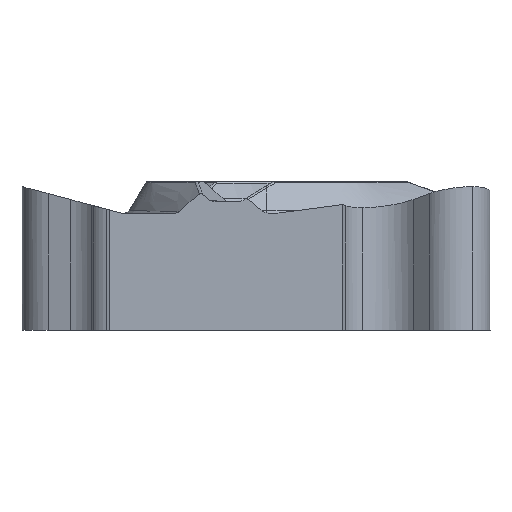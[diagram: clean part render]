
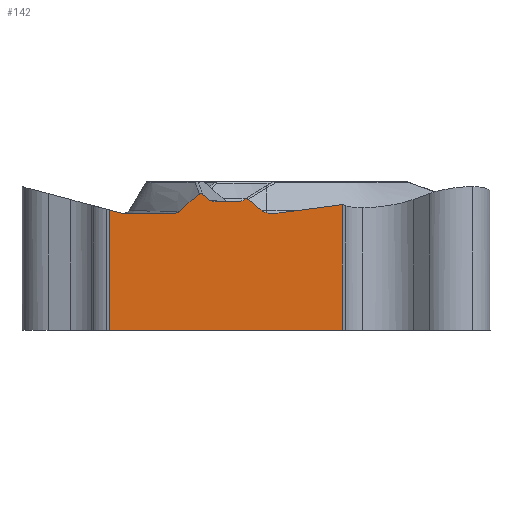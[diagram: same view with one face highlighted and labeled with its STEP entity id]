
A CAD part, left-side view. The second image highlights one B-rep face of the part: STEP entity #142.
In plain terms, the highlighted planar face has unit normal (-1, 0, 0).
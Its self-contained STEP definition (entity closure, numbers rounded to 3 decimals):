
#142=ADVANCED_FACE('',(#326),#282,.F.);
#282=PLANE('',#2408);
#326=FACE_OUTER_BOUND('',#461,.T.);
#461=EDGE_LOOP('',(#752,#753,#754,#755,#756,#757,#758,#759,#760,#761,#762,
#763,#764,#765,#766,#767,#768,#769,#770,#771,#772));
#606=CIRCLE('',#2407,0.5);
#695=ELLIPSE('',#2402,1.,0.5);
#696=ELLIPSE('',#2403,0.41,0.205);
#697=ELLIPSE('',#2404,0.154,0.1);
#698=ELLIPSE('',#2405,0.309,0.3);
#699=ELLIPSE('',#2406,0.309,0.3);
#752=ORIENTED_EDGE('',*,*,#1664,.F.);
#753=ORIENTED_EDGE('',*,*,#1665,.T.);
#754=ORIENTED_EDGE('',*,*,#1666,.F.);
#755=ORIENTED_EDGE('',*,*,#1667,.T.);
#756=ORIENTED_EDGE('',*,*,#1668,.T.);
#757=ORIENTED_EDGE('',*,*,#1669,.T.);
#758=ORIENTED_EDGE('',*,*,#1670,.T.);
#759=ORIENTED_EDGE('',*,*,#1671,.T.);
#760=ORIENTED_EDGE('',*,*,#1672,.F.);
#761=ORIENTED_EDGE('',*,*,#1673,.F.);
#762=ORIENTED_EDGE('',*,*,#1674,.T.);
#763=ORIENTED_EDGE('',*,*,#1675,.T.);
#764=ORIENTED_EDGE('',*,*,#1676,.T.);
#765=ORIENTED_EDGE('',*,*,#1677,.T.);
#766=ORIENTED_EDGE('',*,*,#1678,.T.);
#767=ORIENTED_EDGE('',*,*,#1679,.F.);
#768=ORIENTED_EDGE('',*,*,#1680,.T.);
#769=ORIENTED_EDGE('',*,*,#1681,.T.);
#770=ORIENTED_EDGE('',*,*,#1682,.T.);
#771=ORIENTED_EDGE('',*,*,#1683,.T.);
#772=ORIENTED_EDGE('',*,*,#1684,.T.);
#1450=VERTEX_POINT('',#3755);
#1451=VERTEX_POINT('',#3756);
#1452=VERTEX_POINT('',#3758);
#1453=VERTEX_POINT('',#3760);
#1454=VERTEX_POINT('',#3762);
#1455=VERTEX_POINT('',#3764);
#1456=VERTEX_POINT('',#3766);
#1457=VERTEX_POINT('',#3771);
#1458=VERTEX_POINT('',#3773);
#1459=VERTEX_POINT('',#3775);
#1460=VERTEX_POINT('',#3777);
#1461=VERTEX_POINT('',#3779);
#1462=VERTEX_POINT('',#3781);
#1463=VERTEX_POINT('',#3783);
#1464=VERTEX_POINT('',#3785);
#1465=VERTEX_POINT('',#3787);
#1466=VERTEX_POINT('',#3801);
#1467=VERTEX_POINT('',#3809);
#1468=VERTEX_POINT('',#3820);
#1469=VERTEX_POINT('',#3822);
#1470=VERTEX_POINT('',#3824);
#1664=EDGE_CURVE('',#1450,#1451,#2003,.T.);
#1665=EDGE_CURVE('',#1450,#1452,#2004,.T.);
#1666=EDGE_CURVE('',#1453,#1452,#2005,.T.);
#1667=EDGE_CURVE('',#1453,#1454,#2006,.T.);
#1668=EDGE_CURVE('',#1454,#1455,#695,.T.);
#1669=EDGE_CURVE('',#1455,#1456,#2007,.T.);
#1670=EDGE_CURVE('',#1456,#1457,#2304,.T.);
#1671=EDGE_CURVE('',#1457,#1458,#696,.T.);
#1672=EDGE_CURVE('',#1459,#1458,#2008,.T.);
#1673=EDGE_CURVE('',#1460,#1459,#697,.T.);
#1674=EDGE_CURVE('',#1460,#1461,#2009,.T.);
#1675=EDGE_CURVE('',#1461,#1462,#698,.T.);
#1676=EDGE_CURVE('',#1462,#1463,#2010,.T.);
#1677=EDGE_CURVE('',#1463,#1464,#699,.T.);
#1678=EDGE_CURVE('',#1464,#1465,#2011,.T.);
#1679=EDGE_CURVE('',#1466,#1465,#2305,.T.);
#1680=EDGE_CURVE('',#1466,#1467,#2306,.T.);
#1681=EDGE_CURVE('',#1467,#1468,#2307,.T.);
#1682=EDGE_CURVE('',#1468,#1469,#2012,.T.);
#1683=EDGE_CURVE('',#1469,#1470,#606,.T.);
#1684=EDGE_CURVE('',#1470,#1451,#2013,.T.);
#2003=LINE('',#3754,#2153);
#2004=LINE('',#3757,#2154);
#2005=LINE('',#3759,#2155);
#2006=LINE('',#3761,#2156);
#2007=LINE('',#3765,#2157);
#2008=LINE('',#3774,#2158);
#2009=LINE('',#3778,#2159);
#2010=LINE('',#3782,#2160);
#2011=LINE('',#3786,#2161);
#2012=LINE('',#3821,#2162);
#2013=LINE('',#3825,#2163);
#2153=VECTOR('',#2659,1.);
#2154=VECTOR('',#2660,1.);
#2155=VECTOR('',#2661,1.);
#2156=VECTOR('',#2662,1.);
#2157=VECTOR('',#2665,1.);
#2158=VECTOR('',#2668,1.);
#2159=VECTOR('',#2671,1.);
#2160=VECTOR('',#2674,1.);
#2161=VECTOR('',#2677,1.);
#2162=VECTOR('',#2678,1.);
#2163=VECTOR('',#2681,1.);
#2304=B_SPLINE_CURVE_WITH_KNOTS('',3,(#3767,#3768,#3769,#3770),
 .UNSPECIFIED.,.F.,.F.,(4,4),(0.,1.),.UNSPECIFIED.);
#2305=B_SPLINE_CURVE_WITH_KNOTS('',3,(#3788,#3789,#3790,#3791,#3792,#3793,
#3794,#3795,#3796,#3797,#3798,#3799,#3800),.UNSPECIFIED.,.F.,.F.,(4,3,3,
3,4),(0.,0.251,0.502,0.753,1.),
 .UNSPECIFIED.);
#2306=B_SPLINE_CURVE_WITH_KNOTS('',3,(#3802,#3803,#3804,#3805,#3806,#3807,
#3808),.UNSPECIFIED.,.F.,.F.,(4,3,4),(0.,0.416,1.),
 .UNSPECIFIED.);
#2307=B_SPLINE_CURVE_WITH_KNOTS('',3,(#3810,#3811,#3812,#3813,#3814,#3815,
#3816,#3817,#3818,#3819),.UNSPECIFIED.,.F.,.F.,(4,3,3,4),(0.,0.469,
0.885,1.),.UNSPECIFIED.);
#2402=AXIS2_PLACEMENT_3D('',#3763,#2663,#2664);
#2403=AXIS2_PLACEMENT_3D('',#3772,#2666,#2667);
#2404=AXIS2_PLACEMENT_3D('',#3776,#2669,#2670);
#2405=AXIS2_PLACEMENT_3D('',#3780,#2672,#2673);
#2406=AXIS2_PLACEMENT_3D('',#3784,#2675,#2676);
#2407=AXIS2_PLACEMENT_3D('',#3823,#2679,#2680);
#2408=AXIS2_PLACEMENT_3D('',#3826,#2682,#2683);
#2659=DIRECTION('',(0.,0.,1.));
#2660=DIRECTION('',(0.,-1.,0.));
#2661=DIRECTION('',(0.,0.,-1.));
#2662=DIRECTION('',(0.,0.991,-0.133));
#2663=DIRECTION('',(1.,0.,0.));
#2664=DIRECTION('',(0.,1.,0.));
#2665=DIRECTION('',(0.,1.,0.));
#2666=DIRECTION('',(1.,0.,0.));
#2667=DIRECTION('',(0.,-1.,0.));
#2668=DIRECTION('',(0.,-0.772,-0.636));
#2669=DIRECTION('',(1.,0.,0.));
#2670=DIRECTION('',(0.,-0.854,0.521));
#2671=DIRECTION('',(0.,0.775,-0.631));
#2672=DIRECTION('',(1.,0.,0.));
#2673=DIRECTION('',(0.,-1.,0.));
#2674=DIRECTION('',(0.,1.,0.));
#2675=DIRECTION('',(1.,0.,0.));
#2676=DIRECTION('',(0.,-1.,0.));
#2677=DIRECTION('',(0.,0.775,0.631));
#2678=DIRECTION('',(0.,1.,0.));
#2679=DIRECTION('',(1.,0.,0.));
#2680=DIRECTION('',(0.,0.,-1.));
#2681=DIRECTION('',(0.,0.966,0.259));
#2682=DIRECTION('',(1.,0.,0.));
#2683=DIRECTION('',(0.,0.,-1.));
#3754=CARTESIAN_POINT('',(-6.35,6.174,25.));
#3755=CARTESIAN_POINT('',(-6.35,6.174,-5.56));
#3756=CARTESIAN_POINT('',(-6.35,6.174,-0.838));
#3757=CARTESIAN_POINT('',(-6.35,8.6,-5.56));
#3758=CARTESIAN_POINT('',(-6.35,-2.948,-5.56));
#3759=CARTESIAN_POINT('',(-6.35,-2.948,25.));
#3760=CARTESIAN_POINT('',(-6.35,-2.948,-0.623));
#3761=CARTESIAN_POINT('',(-6.35,-3.424,-0.56));
#3762=CARTESIAN_POINT('',(-6.35,-0.551,-0.945));
#3763=CARTESIAN_POINT('',(-6.35,-0.292,-0.462));
#3764=CARTESIAN_POINT('',(-6.35,-0.292,-0.962));
#3765=CARTESIAN_POINT('',(-6.35,0.,-0.962));
#3766=CARTESIAN_POINT('',(-6.35,-0.158,-0.962));
#3767=CARTESIAN_POINT('',(-6.35,-0.158,-0.962));
#3768=CARTESIAN_POINT('',(-6.35,-0.105,-0.962));
#3769=CARTESIAN_POINT('',(-6.35,-0.052,-0.957));
#3770=CARTESIAN_POINT('',(-6.35,0.,-0.946));
#3771=CARTESIAN_POINT('',(-6.35,0.,-0.946));
#3772=CARTESIAN_POINT('',(-6.35,-0.158,-0.757));
#3773=CARTESIAN_POINT('',(-6.35,0.192,-0.863));
#3774=CARTESIAN_POINT('',(-6.35,17.892,13.73));
#3775=CARTESIAN_POINT('',(-6.35,0.734,-0.416));
#3776=CARTESIAN_POINT('',(-6.35,0.851,-0.513));
#3777=CARTESIAN_POINT('',(-6.35,0.929,-0.446));
#3778=CARTESIAN_POINT('',(-6.35,-6.917,5.942));
#3779=CARTESIAN_POINT('',(-6.35,0.934,-0.45));
#3780=CARTESIAN_POINT('',(-6.35,1.132,-0.22));
#3781=CARTESIAN_POINT('',(-6.35,1.132,-0.52));
#3782=CARTESIAN_POINT('',(-6.35,8.6,-0.52));
#3783=CARTESIAN_POINT('',(-6.35,2.034,-0.52));
#3784=CARTESIAN_POINT('',(-6.35,2.034,-0.22));
#3785=CARTESIAN_POINT('',(-6.35,2.233,-0.45));
#3786=CARTESIAN_POINT('',(-6.35,18.522,12.813));
#3787=CARTESIAN_POINT('',(-6.35,2.519,-0.217));
#3788=CARTESIAN_POINT('',(-6.35,2.639,-0.212));
#3789=CARTESIAN_POINT('',(-6.35,2.631,-0.206));
#3790=CARTESIAN_POINT('',(-6.35,2.621,-0.201));
#3791=CARTESIAN_POINT('',(-6.35,2.61,-0.198));
#3792=CARTESIAN_POINT('',(-6.35,2.6,-0.195));
#3793=CARTESIAN_POINT('',(-6.35,2.589,-0.193));
#3794=CARTESIAN_POINT('',(-6.35,2.578,-0.194));
#3795=CARTESIAN_POINT('',(-6.35,2.568,-0.194));
#3796=CARTESIAN_POINT('',(-6.35,2.557,-0.197));
#3797=CARTESIAN_POINT('',(-6.35,2.547,-0.2));
#3798=CARTESIAN_POINT('',(-6.35,2.537,-0.204));
#3799=CARTESIAN_POINT('',(-6.35,2.528,-0.21));
#3800=CARTESIAN_POINT('',(-6.35,2.519,-0.217));
#3801=CARTESIAN_POINT('',(-6.35,2.639,-0.212));
#3802=CARTESIAN_POINT('',(-6.35,2.639,-0.212));
#3803=CARTESIAN_POINT('',(-6.35,2.758,-0.298));
#3804=CARTESIAN_POINT('',(-6.35,2.874,-0.388));
#3805=CARTESIAN_POINT('',(-6.35,2.986,-0.481));
#3806=CARTESIAN_POINT('',(-6.35,3.145,-0.613));
#3807=CARTESIAN_POINT('',(-6.35,3.297,-0.752));
#3808=CARTESIAN_POINT('',(-6.35,3.443,-0.897));
#3809=CARTESIAN_POINT('',(-6.35,3.443,-0.897));
#3810=CARTESIAN_POINT('',(-6.35,3.443,-0.897));
#3811=CARTESIAN_POINT('',(-6.35,3.463,-0.916));
#3812=CARTESIAN_POINT('',(-6.35,3.487,-0.932));
#3813=CARTESIAN_POINT('',(-6.35,3.513,-0.943));
#3814=CARTESIAN_POINT('',(-6.35,3.535,-0.953));
#3815=CARTESIAN_POINT('',(-6.35,3.56,-0.959));
#3816=CARTESIAN_POINT('',(-6.35,3.585,-0.961));
#3817=CARTESIAN_POINT('',(-6.35,3.592,-0.961));
#3818=CARTESIAN_POINT('',(-6.35,3.598,-0.962));
#3819=CARTESIAN_POINT('',(-6.35,3.605,-0.962));
#3820=CARTESIAN_POINT('',(-6.35,3.605,-0.962));
#3821=CARTESIAN_POINT('',(-6.35,8.6,-0.962));
#3822=CARTESIAN_POINT('',(-6.35,5.645,-0.962));
#3823=CARTESIAN_POINT('',(-6.35,5.645,-0.462));
#3824=CARTESIAN_POINT('',(-6.35,5.775,-0.945));
#3825=CARTESIAN_POINT('',(-6.35,14.897,1.5));
#3826=CARTESIAN_POINT('',(-6.35,8.6,25.));
